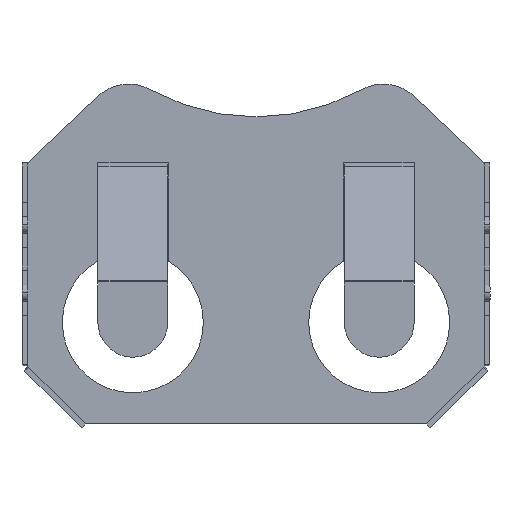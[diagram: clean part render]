
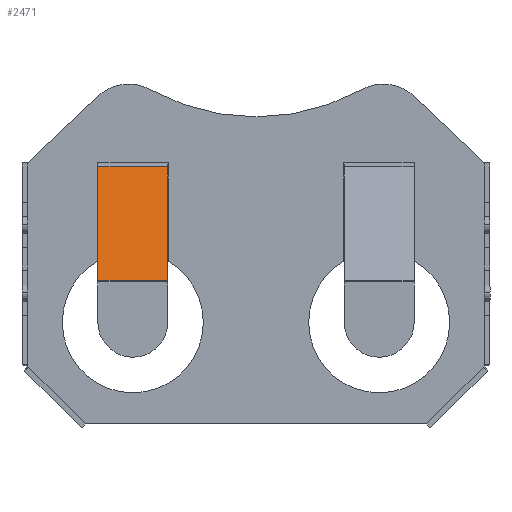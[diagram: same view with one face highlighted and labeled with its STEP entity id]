
A CAD part, front view. The second image highlights one B-rep face of the part: STEP entity #2471.
In plain terms, the highlighted planar face has unit normal (0, -0.972, 0.235).
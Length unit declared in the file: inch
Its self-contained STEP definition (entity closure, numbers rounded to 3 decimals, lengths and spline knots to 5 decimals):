
#73 = CARTESIAN_POINT ( 'NONE',  ( -0.15648, 0.15916, 0.15793 ) ) ;
#151 = CARTESIAN_POINT ( 'NONE',  ( -0.15648, 0.15916, 0.15793 ) ) ;
#156 = DIRECTION ( 'NONE',  ( 0., -0.236, -0.972 ) ) ;
#191 = ORIENTED_EDGE ( 'NONE', *, *, #820, .T. ) ;
#384 = AXIS2_PLACEMENT_3D ( 'NONE', #572, #2948, #2044 ) ;
#558 = CARTESIAN_POINT ( 'NONE',  ( -0.28048, 0.11028, -0.04373 ) ) ;
#572 = CARTESIAN_POINT ( 'NONE',  ( -0.15648, 0.15916, 0.15793 ) ) ;
#577 = VERTEX_POINT ( 'NONE', #2412 ) ;
#768 = EDGE_CURVE ( 'NONE', #2894, #577, #2944, .T. ) ;
#820 = EDGE_CURVE ( 'NONE', #1384, #2515, #3467, .T. ) ;
#1074 = CARTESIAN_POINT ( 'NONE',  ( -0.28048, 0.15916, 0.15793 ) ) ;
#1302 = EDGE_LOOP ( 'NONE', ( #191, #3392, #2120, #2835 ) ) ;
#1327 = CARTESIAN_POINT ( 'NONE',  ( -0.15648, 0.15916, 0.15793 ) ) ;
#1365 = PLANE ( 'NONE',  #384 ) ;
#1384 = VERTEX_POINT ( 'NONE', #1074 ) ;
#1526 = VECTOR ( 'NONE', #156, 39.37008 ) ;
#1675 = EDGE_CURVE ( 'NONE', #2894, #1384, #3553, .T. ) ;
#1688 = LINE ( 'NONE', #3069, #2152 ) ;
#1954 = VECTOR ( 'NONE', #2572, 39.37008 ) ;
#2044 = DIRECTION ( 'NONE',  ( 0., 0.236, 0.972 ) ) ;
#2120 = ORIENTED_EDGE ( 'NONE', *, *, #768, .F. ) ;
#2152 = VECTOR ( 'NONE', #2432, 39.37008 ) ;
#2412 = CARTESIAN_POINT ( 'NONE',  ( -0.15648, 0.11028, -0.04373 ) ) ;
#2432 = DIRECTION ( 'NONE',  ( -1., 0., 0. ) ) ;
#2471 = ADVANCED_FACE ( 'NONE', ( #2840 ), #1365, .F. ) ;
#2515 = VERTEX_POINT ( 'NONE', #558 ) ;
#2572 = DIRECTION ( 'NONE',  ( 0., -0.236, -0.972 ) ) ;
#2691 = EDGE_CURVE ( 'NONE', #577, #2515, #1688, .T. ) ;
#2757 = DIRECTION ( 'NONE',  ( -1., 0., 0. ) ) ;
#2835 = ORIENTED_EDGE ( 'NONE', *, *, #1675, .T. ) ;
#2840 = FACE_OUTER_BOUND ( 'NONE', #1302, .T. ) ;
#2894 = VERTEX_POINT ( 'NONE', #151 ) ;
#2944 = LINE ( 'NONE', #1327, #1526 ) ;
#2948 = DIRECTION ( 'NONE',  ( 0., 0.972, -0.236 ) ) ;
#3069 = CARTESIAN_POINT ( 'NONE',  ( -0.15648, 0.11028, -0.04373 ) ) ;
#3392 = ORIENTED_EDGE ( 'NONE', *, *, #2691, .F. ) ;
#3467 = LINE ( 'NONE', #3801, #1954 ) ;
#3553 = LINE ( 'NONE', #73, #3733 ) ;
#3733 = VECTOR ( 'NONE', #2757, 39.37008 ) ;
#3801 = CARTESIAN_POINT ( 'NONE',  ( -0.28048, 0.15916, 0.15793 ) ) ;
